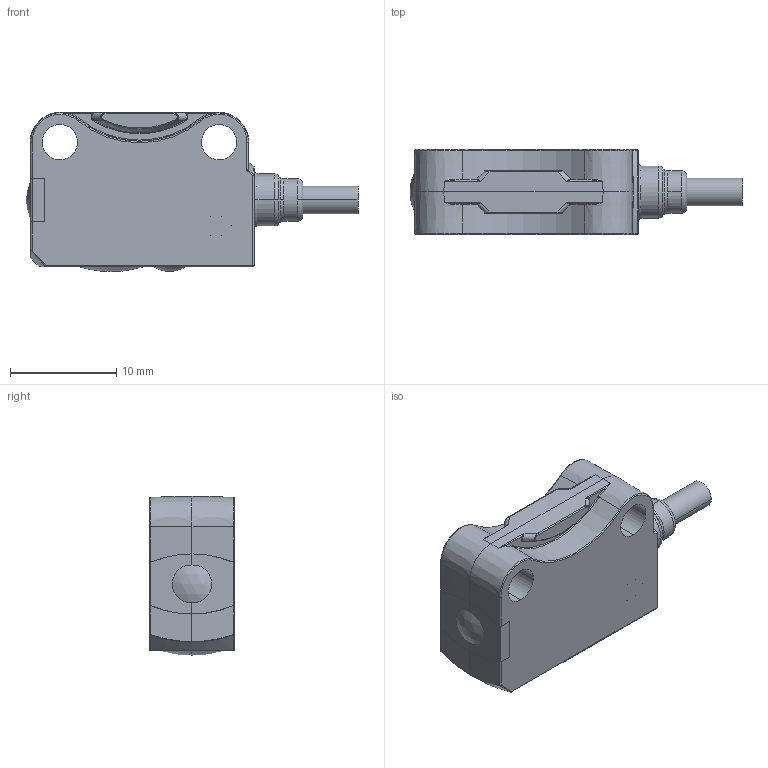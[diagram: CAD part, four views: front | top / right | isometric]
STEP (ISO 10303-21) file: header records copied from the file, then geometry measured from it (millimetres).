
FILE_DESCRIPTION((''),'2;1');
FILE_NAME('204137_ASM','2018-01-03T',('pdmadmin'),('BANNER ENGINEERING'),'CREO PARAMETRIC BY PTC INC, 2016260','CREO PARAMETRIC BY PTC INC, 2016260','');
FILE_SCHEMA(('CONFIG_CONTROL_DESIGN'));
Length unit declared in the file: millimetre
Products named in the file (3): 15300905; 803409_ASM; 204137_ASM
Assembly tree (2 placements, depth 3):
  204137_ASM
    803409_ASM
      15300905
Bounding box: 31.3 x 8 x 15 mm (x, y, z)
Volume: 2240.9 mm3; surface area: 1404.7 mm2
Topology: 1 solids, 6 shells, 191 faces, 538 edges, 348 vertices
Faces by surface type: cylinder 56, plane 47, bspline 37, torus 25, cone 17, sphere 9
Entity records: 8569 total; most frequent: CARTESIAN_POINT 3893, ORIENTED_EDGE 1044, DIRECTION 867, EDGE_CURVE 522, AXIS2_PLACEMENT_3D 364, VERTEX_POINT 348, CIRCLE 204, EDGE_LOOP 200
